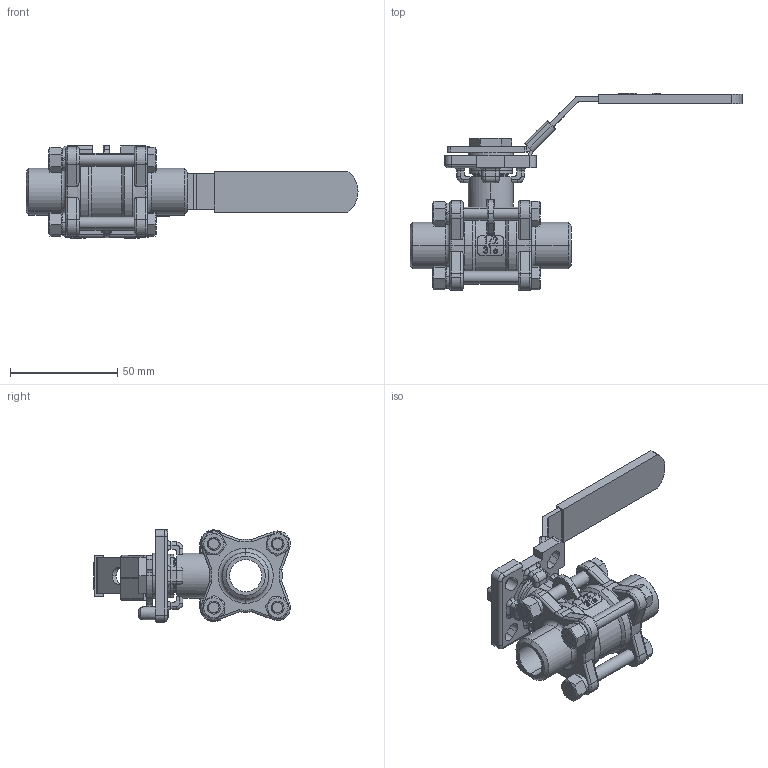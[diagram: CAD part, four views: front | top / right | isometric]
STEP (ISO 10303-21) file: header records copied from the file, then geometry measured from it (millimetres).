
FILE_DESCRIPTION(/* description */ ('Unknown','CAx-IF Rec.Pracs.---Representation and Presentation of Product Manufacturing Information (PMI)---4.0---2014-10-13','CAx-IF Rec.Pracs.---3D Tessellated Geometry---0.4---2014-09-14','2;1'),/* implementation_level */ '2;1');
FILE_NAME(/* name */ '9337-04',/* time_stamp */ '2024-01-24T13:49:09+01:00',/* author */ ('Unknown'),/* organization */ ('Unknown'),/* preprocessor_version */ 'ST-DEVELOPER v18.102',/* originating_system */ 'Solid Edge',/* authorisation */ 'Unknown');
FILE_SCHEMA (('AP242_MANAGED_MODEL_BASED_3D_ENGINEERING_MIM_LF { 1 0 10303 442 1 1 4 }'));
Length unit declared in the file: millimetre
Products named in the file (16): 9337-04; MV-83B-G(J)-DN15; MV-83-FS-DN15; MV-83-DD-DN15; MV-83-S-DN15; MV-83H-T(J)-DN15; MV-83-DW-DN15; MV-83-YT-DN15; MV-83-LZ-DN15; MV-83-Z-DN15; Hexagon nuts grade C GB_GB_FASTENER_NUT_SNC1 M6-N; MV-83-LM-DN15; MV-83-ST-DN15; Spring lock washers--Normal type GB_GB_FASTENER_WASHER_SW 6; MV-83-PD-DN15; MV-83-KZ-DN15
Assembly tree (27 placements, depth 2):
  9337-04
    MV-83B-G(J)-DN15  x2
    MV-83-FS-DN15
    MV-83-DD-DN15  x2
    MV-83-S-DN15
    MV-83H-T(J)-DN15
    MV-83-DW-DN15
    MV-83-YT-DN15
    MV-83-LZ-DN15  x4
    MV-83-Z-DN15
    Hexagon nuts grade C GB_GB_FASTENER_NUT_SNC1 M6-N  x4
    MV-83-LM-DN15  x2
    MV-83-ST-DN15
    Spring lock washers--Normal type GB_GB_FASTENER_WASHER_SW 6  x4
    MV-83-PD-DN15
    MV-83-KZ-DN15
Bounding box: 154.5 x 91.65 x 42.95 mm (x, y, z)
Volume: 63183.2 mm3; surface area: 50921.1 mm2
Topology: 27 solids, 27 shells, 1114 faces, 2803 edges, 1777 vertices
Faces by surface type: plane 436, cylinder 404, cone 130, torus 85, bspline 55, sphere 4
Entity records: 39278 total; most frequent: CARTESIAN_POINT 18263, ORIENTED_EDGE 4514, DIRECTION 3938, EDGE_CURVE 2257, AXIS2_PLACEMENT_3D 1470, VERTEX_POINT 1444, LINE 998, VECTOR 998
